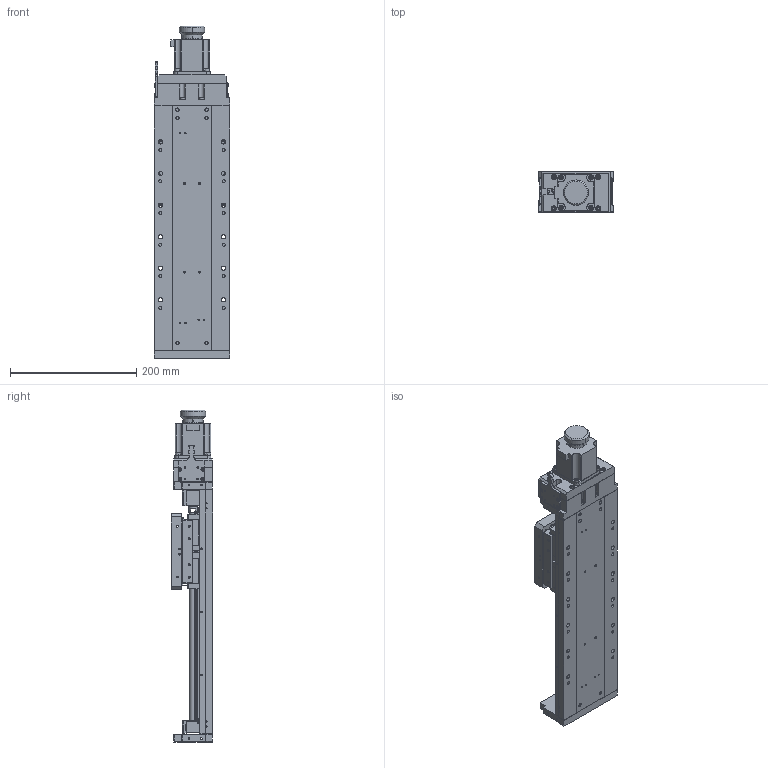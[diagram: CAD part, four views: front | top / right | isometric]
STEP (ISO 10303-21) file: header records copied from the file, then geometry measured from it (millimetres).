
FILE_DESCRIPTION (( 'STEP AP203' ), '1' );
FILE_NAME ('PA200.step', '2019-05-06T08:17:56', ( '' ), ( '' ), 'SwSTEP 2.0', 'SolidWorks 2017', '' );
FILE_SCHEMA (( 'CONFIG_CONTROL_DESIGN' ));
Products named in the file (1): PA200
Bounding box: 120 x 65 x 525.5 mm (x, y, z)
Surface area: 329074.7 mm2 (no closed solid volume)
Topology: 0 solids, 131 shells, 1438 faces, 5563 edges, 4137 vertices
Faces by surface type: plane 797, cylinder 483, torus 94, sphere 36, cone 28
Entity records: 59274 total; most frequent: CARTESIAN_POINT 12000, DIRECTION 10175, ORIENTED_EDGE 8348, EDGE_CURVE 5505, VERTEX_POINT 4113, VECTOR 3471, LINE 3471, AXIS2_PLACEMENT_3D 3352
